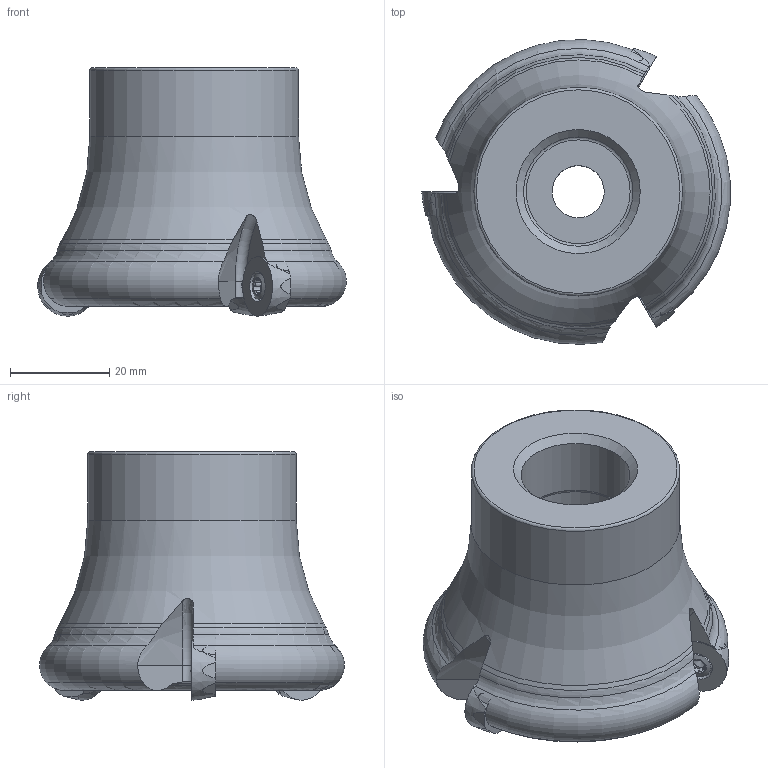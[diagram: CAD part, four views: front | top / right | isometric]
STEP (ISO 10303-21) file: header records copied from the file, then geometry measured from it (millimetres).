
FILE_DESCRIPTION(/* description */ (''),/* implementation_level */ '2;1');
FILE_NAME(/* name */ '1543211562047.stp',/* time_stamp */ '2018-11-26T11:22:48+06:00',/* author */ (''),/* organization */ ('SMS'),/* preprocessor_version */ 'ST-DEVELOPER v15',/* originating_system */ 'SIEMENS PLM Software NX 8.5',/* authorisation */ '');
FILE_SCHEMA (('AUTOMOTIVE_DESIGN { 1 0 10303 214 3 1 1 1 }'));
Length unit declared in the file: millimetre
Products named in the file (4): ASSEMBLY_CONSTRUCTION; 201852526mod000_00; 201883865mod000_00; 201884853mod000_00
Assembly tree (5 placements, depth 2):
  201884853mod000_00
    201883865mod000_00
    201852526mod000_00  x3
    ASSEMBLY_CONSTRUCTION
Bounding box: 62.11 x 61.34 x 50 mm (x, y, z)
Volume: 69854.8 mm3; surface area: 15553.7 mm2
Topology: 4 solids, 4 shells, 245 faces, 632 edges, 415 vertices
Faces by surface type: plane 103, cone 48, extrusion 36, torus 35, cylinder 20, sphere 3
Full cylindrical faces by diameter (mm): 3.5 x3, 4 x3, 5.25 x3, 10.5 x1, 17.15 x1, 22.011 x1, 22.5 x1, 42 x1
Entity records: 8538 total; most frequent: CARTESIAN_POINT 3328, DIRECTION 1028, ORIENTED_EDGE 1014, EDGE_CURVE 507, AXIS2_PLACEMENT_3D 432, VERTEX_POINT 343, EDGE_LOOP 267, ADVANCED_FACE 217
